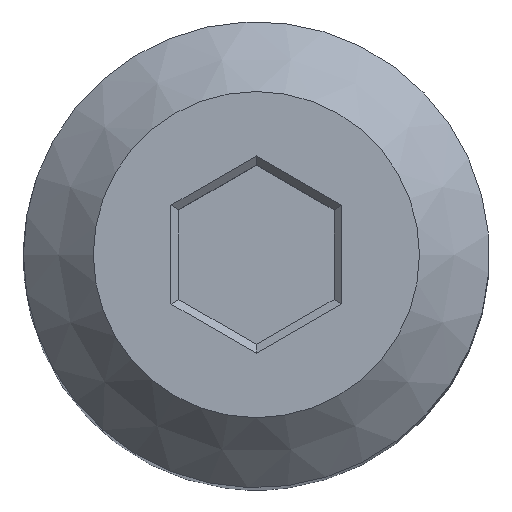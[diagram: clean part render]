
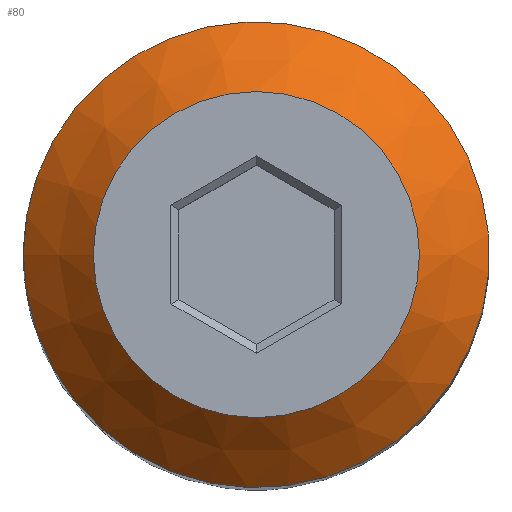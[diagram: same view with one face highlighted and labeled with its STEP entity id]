
A CAD part, top view. The second image highlights one B-rep face of the part: STEP entity #80.
In plain terms, the highlighted conical face has half-angle 45 degrees and reference radius 2.1 mm.
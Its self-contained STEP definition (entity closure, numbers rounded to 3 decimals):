
#80 = ADVANCED_FACE( '', ( #169, #170 ), #171, .T. );
#169 = FACE_OUTER_BOUND( '', #264, .T. );
#170 = FACE_BOUND( '', #265, .T. );
#171 = CONICAL_SURFACE( '', #266, 2.1, 0.785 );
#264 = EDGE_LOOP( '', ( #426 ) );
#265 = EDGE_LOOP( '', ( #427 ) );
#266 = AXIS2_PLACEMENT_3D( '', #428, #429, #430 );
#426 = ORIENTED_EDGE( '', *, *, #599, .F. );
#427 = ORIENTED_EDGE( '', *, *, #554, .F. );
#428 = CARTESIAN_POINT( '', ( 0., 0., 22.5 ) );
#429 = DIRECTION( '', ( 0., 0., -1. ) );
#430 = DIRECTION( '', ( -1., 0., 0. ) );
#554 = EDGE_CURVE( '', #652, #652, #653, .F. );
#599 = EDGE_CURVE( '', #720, #720, #721, .T. );
#652 = VERTEX_POINT( '', #789 );
#653 = CIRCLE( '', #790, 2.1 );
#720 = VERTEX_POINT( '', #887 );
#721 = CIRCLE( '', #888, 3. );
#789 = CARTESIAN_POINT( '', ( -2.1, 0., 22.5 ) );
#790 = AXIS2_PLACEMENT_3D( '', #940, #941, #942 );
#887 = CARTESIAN_POINT( '', ( -3., 0., 21.6 ) );
#888 = AXIS2_PLACEMENT_3D( '', #991, #992, #993 );
#940 = CARTESIAN_POINT( '', ( 0., 0., 22.5 ) );
#941 = DIRECTION( '', ( 0., 0., -1. ) );
#942 = DIRECTION( '', ( -1., 0., 0. ) );
#991 = CARTESIAN_POINT( '', ( 0., 0., 21.6 ) );
#992 = DIRECTION( '', ( 0., 0., -1. ) );
#993 = DIRECTION( '', ( -1., 0., 0. ) );
